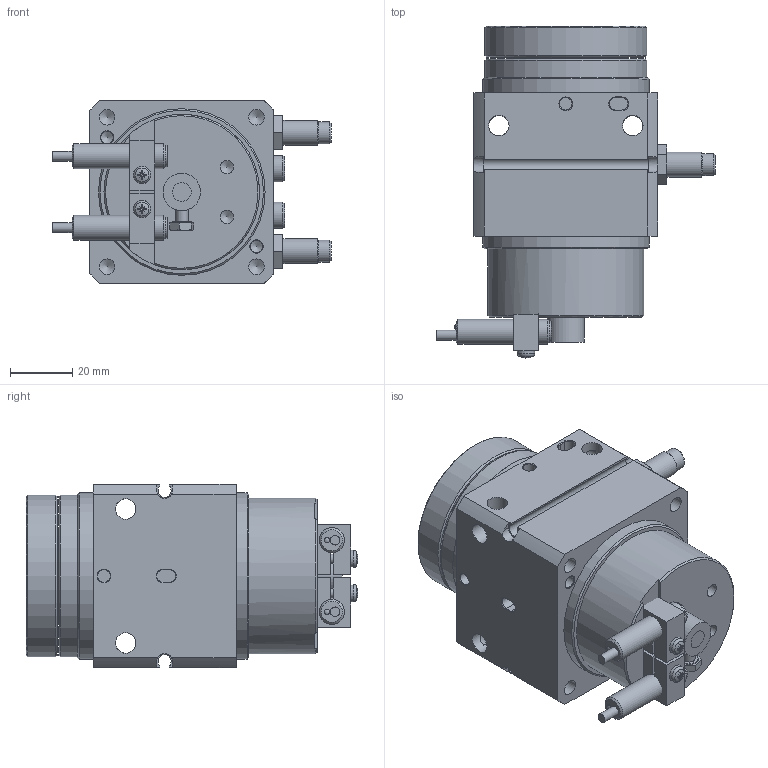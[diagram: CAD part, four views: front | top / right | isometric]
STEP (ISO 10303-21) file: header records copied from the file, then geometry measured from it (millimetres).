
FILE_DESCRIPTION(/* description */ (''),/* implementation_level */ '2;1');
FILE_NAME(/* name */ 'ARP 20 CA RO F8.stp',/* time_stamp */ '2019-11-06T14:59:15+01:00',/* author */ ('Emilio'),/* organization */ (''),/* preprocessor_version */ 'ST-DEVELOPER v17',/* originating_system */ 'Autodesk Inventor 2019',/* authorisation */ '');
FILE_SCHEMA (('AUTOMOTIVE_DESIGN { 1 0 10303 214 3 1 1 }'));
Length unit declared in the file: millimetre
Products named in the file (8): ARP 20 CA RO F8; Corpo; Rotore; PGC-16-STAFFETTA; BALLUFF BMF 08M-PS-C-2-KPU-051; DIN EN ISO 7045 - M3 x 16 - 4.8 - Z; ARP CAMMA; ISO 4017 - M4 x 8DIN EN
Assembly tree (10 placements, depth 2):
  ARP 20 CA RO F8
    Corpo
    Rotore
    PGC-16-STAFFETTA  x2
    BALLUFF BMF 08M-PS-C-2-KPU-051  x2
    DIN EN ISO 7045 - M3 x 16 - 4.8 - Z  x2
    ARP CAMMA
    ISO 4017 - M4 x 8DIN EN
Bounding box: 89.45 x 106.58 x 59 mm (x, y, z)
Volume: 192827.5 mm3; surface area: 56567 mm2
Topology: 11 solids, 11 shells, 376 faces, 1064 edges, 733 vertices
Faces by surface type: plane 159, cylinder 107, cone 93, torus 13, sphere 4
Full cylindrical faces by diameter (mm): 1.8 x2, 2.729 x2, 3 x3, 3.1 x2, 3.2 x4, 3.242 x1, 4 x8, 4.2 x12, 5 x8, 6 x2, 6.03 x1, 6.6 x12, 6.773 x2, 7 x2, 8 x5, 8.2 x1, 8.5 x2, 10 x1, 12 x1, 12.2 x1, 16 x1, 25 x1, 29 x1, 30 x1, 33.5 x1, 37 x1, 50 x1, 52 x2, 53.5 x2
Entity records: 11301 total; most frequent: CARTESIAN_POINT 2415, DIRECTION 1922, ORIENTED_EDGE 1750, EDGE_CURVE 875, AXIS2_PLACEMENT_3D 793, VERTEX_POINT 613, CIRCLE 416, EDGE_LOOP 394
